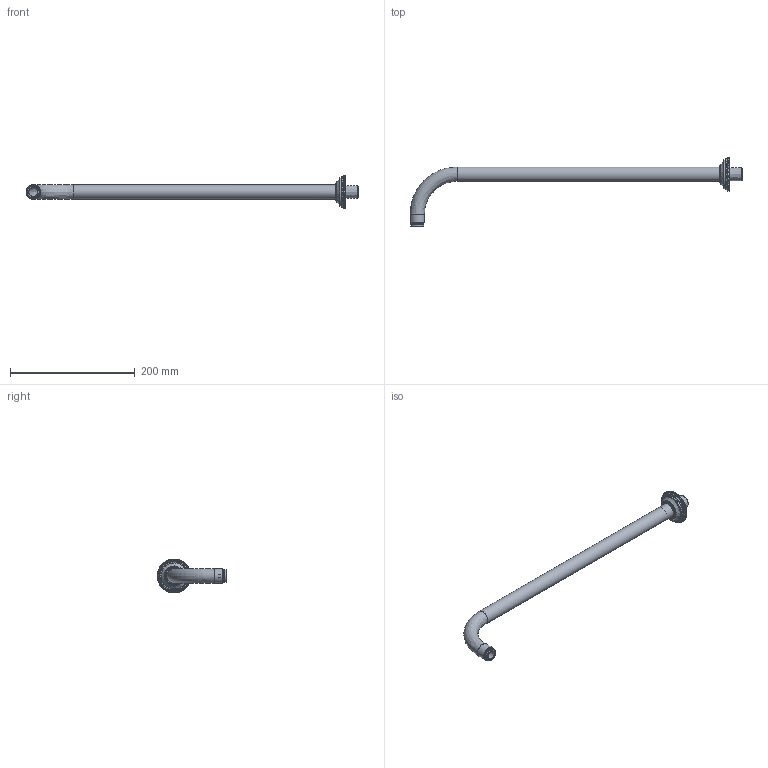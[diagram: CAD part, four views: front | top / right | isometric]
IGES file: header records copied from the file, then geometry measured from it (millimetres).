
Global section: file name: V6K620-C; native system: Autodesk Inventor 2024; preprocessor: unknown; author: kwhieldon; date: 20240729.151414; units: millimetre
Bounding box: 531.5 x 110.99 x 53.99 mm (x, y, z)
Volume: 100462 mm3; surface area: 88352.1 mm2
Topology: 6 solids, 6 shells, 716 faces, 1595 edges, 901 vertices
Faces by surface type: bspline 716
